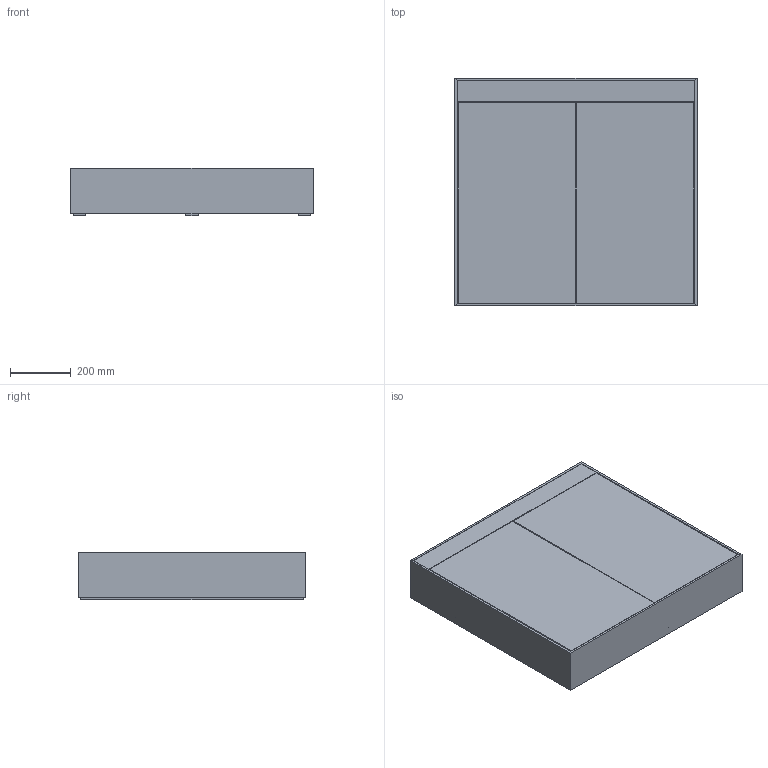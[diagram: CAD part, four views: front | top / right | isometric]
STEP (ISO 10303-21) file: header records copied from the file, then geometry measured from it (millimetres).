
FILE_DESCRIPTION (( 'STEP AP214' ), '1' );
FILE_NAME ('SCA-SPS2-8.STEP', '2020-07-31T10:47:23', ( 'User' ), ( '' ), 'SwSTEP 2.0', 'SolidWorks 2019', '' );
FILE_SCHEMA (( 'AUTOMOTIVE_DESIGN' ));
Length unit declared in the file: millimetre
Products named in the file (2): SCA-SPS2-8
Bounding box: 800 x 750 x 157 mm (x, y, z)
Volume: 26158174.1 mm3; surface area: 5653106.5 mm2
Topology: 31 solids, 31 shells, 379 faces, 930 edges, 616 vertices
Faces by surface type: plane 288, cylinder 84, torus 7
Entity records: 11572 total; most frequent: CARTESIAN_POINT 2007, DIRECTION 1879, ORIENTED_EDGE 1860, EDGE_CURVE 930, LINE 719, VECTOR 719, VERTEX_POINT 616, AXIS2_PLACEMENT_3D 580
